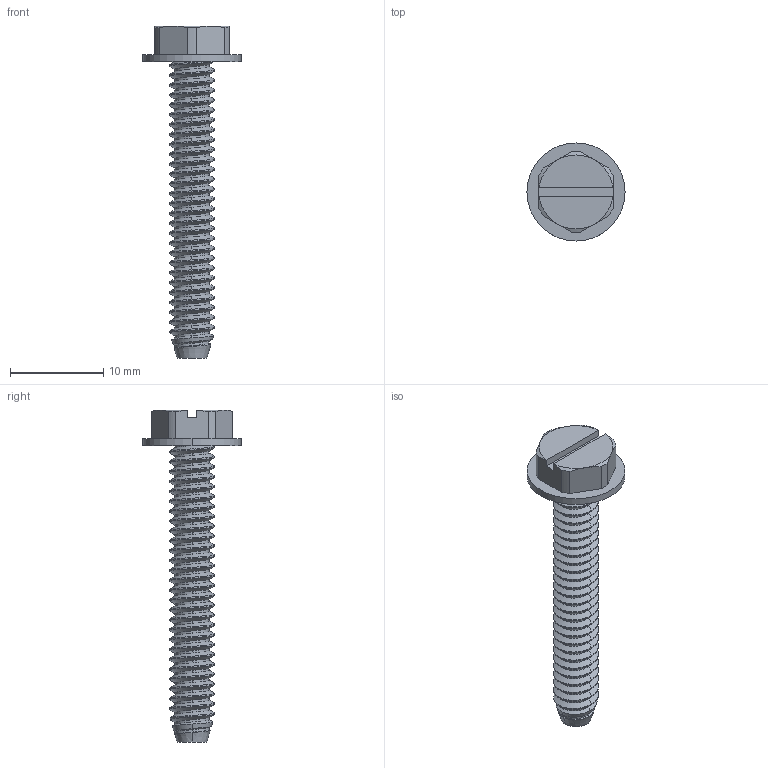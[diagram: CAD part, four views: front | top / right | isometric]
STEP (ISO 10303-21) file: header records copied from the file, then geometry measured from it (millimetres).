
FILE_DESCRIPTION (( 'STEP AP214' ), '1' );
FILE_NAME ('10-24 Hex Washer Rolling x 1.25.step', '2018-12-20T18:56:32', ( '' ), ( '' ), 'SwSTEP 2.0', 'SolidWorks 2018', '' );
FILE_SCHEMA (( 'AUTOMOTIVE_DESIGN' ));
Length unit declared in the file: inch
Products named in the file (1): 10-24 Hex Washer Rolling x 1.25
Bounding box: 10.52 x 10.52 x 35.59 mm (x, y, z)
Volume: 660 mm3; surface area: 949.7 mm2
Topology: 1 solids, 1 shells, 207 faces, 604 edges, 401 vertices
Faces by surface type: cylinder 123, bspline 59, plane 14, cone 11
Entity records: 10458 total; most frequent: CARTESIAN_POINT 6220, ORIENTED_EDGE 1208, EDGE_CURVE 604, DIRECTION 561, VERTEX_POINT 401, EDGE_LOOP 209, FACE_OUTER_BOUND 207, ADVANCED_FACE 207
